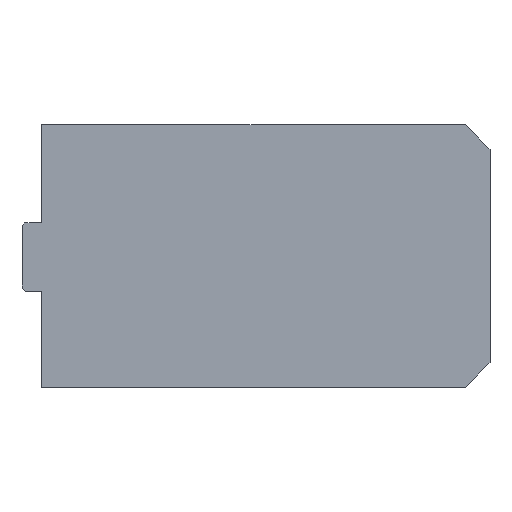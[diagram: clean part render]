
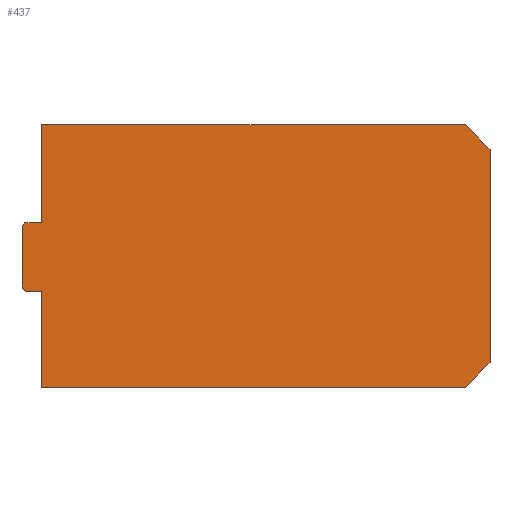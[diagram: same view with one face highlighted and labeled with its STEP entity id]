
A CAD part, top view. The second image highlights one B-rep face of the part: STEP entity #437.
In plain terms, the highlighted planar face has unit normal (0, 0, 1).
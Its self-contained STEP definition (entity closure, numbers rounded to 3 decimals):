
#52 = VERTEX_POINT('',#53);
#53 = CARTESIAN_POINT('',(86.614,85.913,0.411));
#59 = EDGE_CURVE('',#52,#60,#62,.T.);
#60 = VERTEX_POINT('',#61);
#61 = CARTESIAN_POINT('',(86.868,85.659,0.411));
#62 = LINE('',#63,#64);
#63 = CARTESIAN_POINT('',(86.614,85.913,0.411));
#64 = VECTOR('',#65,1.);
#65 = DIRECTION('',(0.707,-0.707,0.));
#90 = EDGE_CURVE('',#60,#91,#93,.T.);
#91 = VERTEX_POINT('',#92);
#92 = CARTESIAN_POINT('',(88.138,85.659,0.411));
#93 = LINE('',#94,#95);
#94 = CARTESIAN_POINT('',(86.868,85.659,0.411));
#95 = VECTOR('',#96,1.);
#96 = DIRECTION('',(1.,0.,0.));
#121 = EDGE_CURVE('',#91,#122,#124,.T.);
#122 = VERTEX_POINT('',#123);
#123 = CARTESIAN_POINT('',(88.138,78.232,0.411));
#124 = LINE('',#125,#126);
#125 = CARTESIAN_POINT('',(88.138,85.659,0.411));
#126 = VECTOR('',#127,1.);
#127 = DIRECTION('',(0.,-1.,0.));
#152 = EDGE_CURVE('',#122,#153,#155,.T.);
#153 = VERTEX_POINT('',#154);
#154 = CARTESIAN_POINT('',(120.904,78.227,0.411));
#155 = LINE('',#156,#157);
#156 = CARTESIAN_POINT('',(88.138,78.232,0.411));
#157 = VECTOR('',#158,1.);
#158 = DIRECTION('',(1.,0.,0.));
#183 = EDGE_CURVE('',#153,#184,#186,.T.);
#184 = VERTEX_POINT('',#185);
#185 = CARTESIAN_POINT('',(122.809,80.142,0.411));
#186 = LINE('',#187,#188);
#187 = CARTESIAN_POINT('',(120.904,78.227,0.411));
#188 = VECTOR('',#189,1.);
#189 = DIRECTION('',(0.705,0.709,0.));
#214 = EDGE_CURVE('',#184,#215,#217,.T.);
#215 = VERTEX_POINT('',#216);
#216 = CARTESIAN_POINT('',(122.809,96.642,0.411));
#217 = LINE('',#218,#219);
#218 = CARTESIAN_POINT('',(122.809,80.142,0.411));
#219 = VECTOR('',#220,1.);
#220 = DIRECTION('',(0.,1.,0.));
#245 = EDGE_CURVE('',#215,#246,#248,.T.);
#246 = VERTEX_POINT('',#247);
#247 = CARTESIAN_POINT('',(120.899,98.552,0.411));
#248 = LINE('',#249,#250);
#249 = CARTESIAN_POINT('',(122.809,96.642,0.411));
#250 = VECTOR('',#251,1.);
#251 = DIRECTION('',(-0.707,0.707,0.));
#276 = EDGE_CURVE('',#246,#277,#279,.T.);
#277 = VERTEX_POINT('',#278);
#278 = CARTESIAN_POINT('',(88.138,98.552,0.411));
#279 = LINE('',#280,#281);
#280 = CARTESIAN_POINT('',(120.899,98.552,0.411));
#281 = VECTOR('',#282,1.);
#282 = DIRECTION('',(-1.,0.,0.));
#307 = EDGE_CURVE('',#277,#308,#310,.T.);
#308 = VERTEX_POINT('',#309);
#309 = CARTESIAN_POINT('',(88.138,90.956,0.411));
#310 = LINE('',#311,#312);
#311 = CARTESIAN_POINT('',(88.138,98.552,0.411));
#312 = VECTOR('',#313,1.);
#313 = DIRECTION('',(0.,-1.,0.));
#338 = EDGE_CURVE('',#308,#339,#341,.T.);
#339 = VERTEX_POINT('',#340);
#340 = CARTESIAN_POINT('',(86.831,90.956,0.411));
#341 = LINE('',#342,#343);
#342 = CARTESIAN_POINT('',(88.138,90.956,0.411));
#343 = VECTOR('',#344,1.);
#344 = DIRECTION('',(-1.,0.,0.));
#369 = EDGE_CURVE('',#339,#370,#372,.T.);
#370 = VERTEX_POINT('',#371);
#371 = CARTESIAN_POINT('',(86.614,90.739,0.411));
#372 = LINE('',#373,#374);
#373 = CARTESIAN_POINT('',(86.831,90.956,0.411));
#374 = VECTOR('',#375,1.);
#375 = DIRECTION('',(-0.707,-0.707,0.));
#400 = EDGE_CURVE('',#370,#52,#401,.T.);
#401 = LINE('',#402,#403);
#402 = CARTESIAN_POINT('',(86.614,90.739,0.411));
#403 = VECTOR('',#404,1.);
#404 = DIRECTION('',(0.,-1.,0.));
#437 = ADVANCED_FACE('',(#438),#452,.T.);
#438 = FACE_BOUND('',#439,.T.);
#439 = EDGE_LOOP('',(#440,#441,#442,#443,#444,#445,#446,#447,#448,#449,
    #450,#451));
#440 = ORIENTED_EDGE('',*,*,#59,.T.);
#441 = ORIENTED_EDGE('',*,*,#90,.T.);
#442 = ORIENTED_EDGE('',*,*,#121,.T.);
#443 = ORIENTED_EDGE('',*,*,#152,.T.);
#444 = ORIENTED_EDGE('',*,*,#183,.T.);
#445 = ORIENTED_EDGE('',*,*,#214,.T.);
#446 = ORIENTED_EDGE('',*,*,#245,.T.);
#447 = ORIENTED_EDGE('',*,*,#276,.T.);
#448 = ORIENTED_EDGE('',*,*,#307,.T.);
#449 = ORIENTED_EDGE('',*,*,#338,.T.);
#450 = ORIENTED_EDGE('',*,*,#369,.T.);
#451 = ORIENTED_EDGE('',*,*,#400,.T.);
#452 = PLANE('',#453);
#453 = AXIS2_PLACEMENT_3D('',#454,#455,#456);
#454 = CARTESIAN_POINT('',(104.585,88.389,0.411));
#455 = DIRECTION('',(0.,0.,1.));
#456 = DIRECTION('',(1.,0.,-0.));
